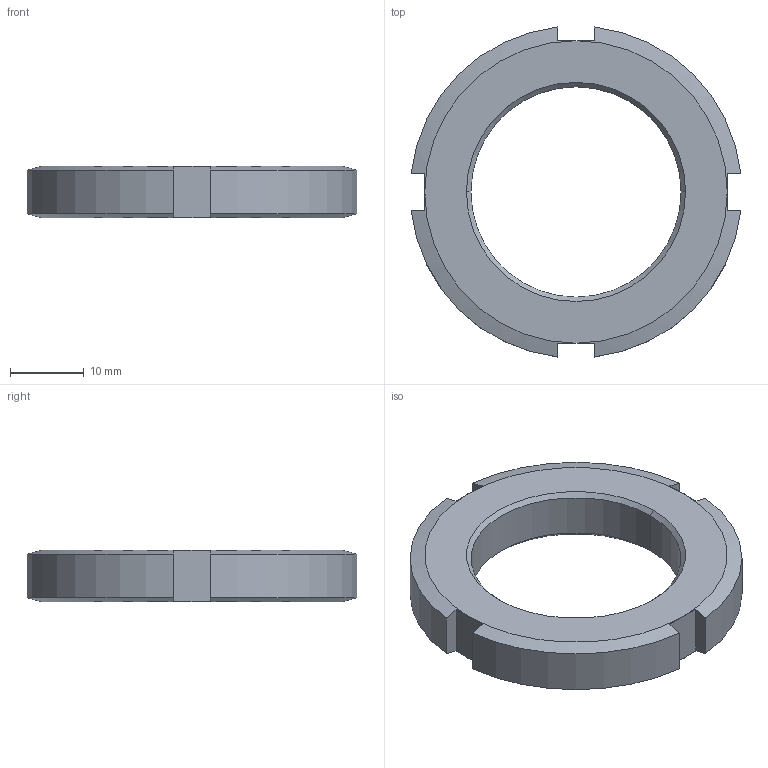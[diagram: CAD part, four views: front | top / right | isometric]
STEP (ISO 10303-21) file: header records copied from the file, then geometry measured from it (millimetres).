
FILE_DESCRIPTION (( 'STEP AP214' ), '1' );
FILE_NAME ('KM 30-0 A1.STEP', '2015-08-18T14:11:03', ( '' ), ( '' ), 'SwSTEP 2.0', 'SolidWorks 2015', '' );
FILE_SCHEMA (( 'AUTOMOTIVE_DESIGN' ));
Length unit declared in the file: millimetre
Products named in the file (1): KM 30-0 A1
Bounding box: 44.72 x 44.72 x 7 mm (x, y, z)
Volume: 6235.7 mm3; surface area: 3362.2 mm2
Topology: 1 solids, 1 shells, 32 faces, 78 edges, 48 vertices
Faces by surface type: plane 14, cone 12, cylinder 6
Entity records: 1070 total; most frequent: CARTESIAN_POINT 303, ORIENTED_EDGE 156, DIRECTION 136, EDGE_CURVE 78, AXIS2_PLACEMENT_3D 57, VERTEX_POINT 48, EDGE_LOOP 34, ADVANCED_FACE 32
